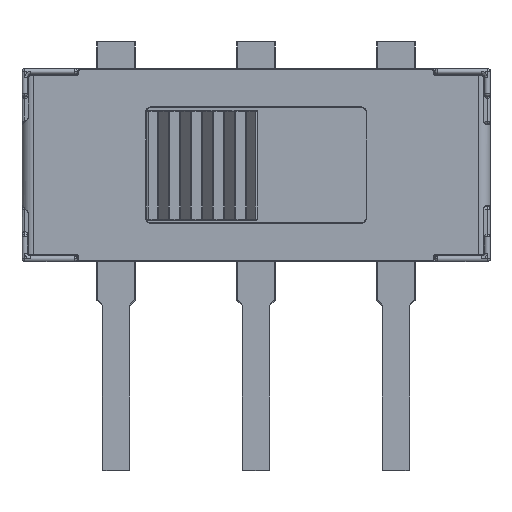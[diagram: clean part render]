
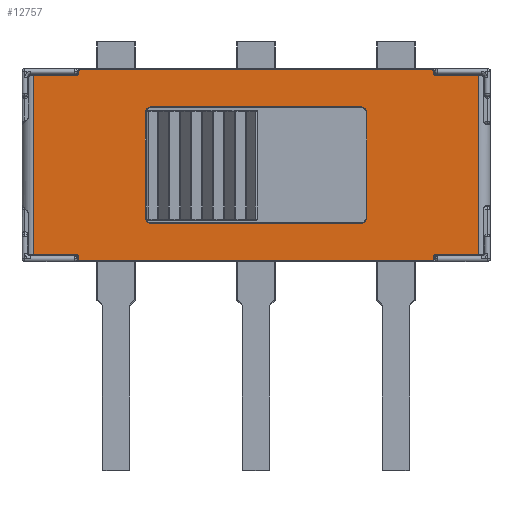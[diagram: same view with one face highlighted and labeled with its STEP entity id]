
A CAD part, front view. The second image highlights one B-rep face of the part: STEP entity #12757.
In plain terms, the highlighted planar face has unit normal (0, -1, 0).
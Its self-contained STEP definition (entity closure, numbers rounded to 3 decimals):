
#17=FACE_BOUND('',#1992,.T.);
#275=PLANE('',#14353);
#1228=FACE_OUTER_BOUND('',#1991,.T.);
#1991=EDGE_LOOP('',(#10621,#10622,#10623,#10624,#10625,#10626,#10627,#10628,
#10629,#10630,#10631,#10632,#10633,#10634,#10635,#10636,#10637,#10638,#10639,
#10640));
#1992=EDGE_LOOP('',(#10641,#10642,#10643,#10644,#10645,#10646,#10647,#10648));
#2804=LINE('',#22195,#3675);
#2806=LINE('',#22205,#3677);
#2807=LINE('',#22214,#3678);
#2809=LINE('',#22226,#3680);
#2811=LINE('',#22238,#3682);
#2823=LINE('',#22498,#3694);
#2825=LINE('',#22510,#3696);
#2827=LINE('',#22521,#3698);
#2829=LINE('',#22530,#3700);
#2830=LINE('',#22538,#3701);
#2872=LINE('',#22747,#3743);
#2874=LINE('',#22759,#3745);
#2876=LINE('',#22771,#3747);
#2877=LINE('',#22779,#3748);
#2886=LINE('',#22800,#3757);
#2887=LINE('',#22801,#3758);
#3675=VECTOR('',#17876,10.);
#3677=VECTOR('',#17890,10.);
#3678=VECTOR('',#17901,10.);
#3680=VECTOR('',#17915,10.);
#3682=VECTOR('',#17929,10.);
#3694=VECTOR('',#18051,10.);
#3696=VECTOR('',#18065,10.);
#3698=VECTOR('',#18079,10.);
#3700=VECTOR('',#18091,10.);
#3701=VECTOR('',#18102,10.);
#3743=VECTOR('',#18260,10.);
#3745=VECTOR('',#18274,10.);
#3747=VECTOR('',#18288,10.);
#3748=VECTOR('',#18299,10.);
#3757=VECTOR('',#18322,10.);
#3758=VECTOR('',#18323,10.);
#4503=CIRCLE('',#14174,0.02);
#4507=CIRCLE('',#14180,0.04);
#4510=CIRCLE('',#14185,0.04);
#4514=CIRCLE('',#14191,0.02);
#4554=CIRCLE('',#14252,0.02);
#4558=CIRCLE('',#14258,0.04);
#4562=CIRCLE('',#14264,0.04);
#4565=CIRCLE('',#14269,0.02);
#4577=CIRCLE('',#14325,0.11);
#4583=CIRCLE('',#14333,0.11);
#4587=CIRCLE('',#14339,0.11);
#4591=CIRCLE('',#14345,0.11);
#5520=VERTEX_POINT('',#22187);
#5522=VERTEX_POINT('',#22193);
#5523=VERTEX_POINT('',#22198);
#5524=VERTEX_POINT('',#22203);
#5525=VERTEX_POINT('',#22207);
#5527=VERTEX_POINT('',#22212);
#5529=VERTEX_POINT('',#22218);
#5531=VERTEX_POINT('',#22224);
#5533=VERTEX_POINT('',#22230);
#5535=VERTEX_POINT('',#22236);
#5565=VERTEX_POINT('',#22490);
#5567=VERTEX_POINT('',#22496);
#5569=VERTEX_POINT('',#22502);
#5571=VERTEX_POINT('',#22508);
#5573=VERTEX_POINT('',#22514);
#5574=VERTEX_POINT('',#22519);
#5575=VERTEX_POINT('',#22524);
#5576=VERTEX_POINT('',#22528);
#5577=VERTEX_POINT('',#22532);
#5578=VERTEX_POINT('',#22536);
#5591=VERTEX_POINT('',#22735);
#5592=VERTEX_POINT('',#22737);
#5594=VERTEX_POINT('',#22743);
#5596=VERTEX_POINT('',#22749);
#5598=VERTEX_POINT('',#22755);
#5600=VERTEX_POINT('',#22761);
#5602=VERTEX_POINT('',#22767);
#5604=VERTEX_POINT('',#22773);
#7175=EDGE_CURVE('',#5522,#5520,#2804,.T.);
#7178=EDGE_CURVE('',#5523,#5522,#4503,.T.);
#7181=EDGE_CURVE('',#5524,#5523,#2806,.T.);
#7183=EDGE_CURVE('',#5525,#5524,#4507,.T.);
#7185=EDGE_CURVE('',#5527,#5525,#2807,.T.);
#7188=EDGE_CURVE('',#5529,#5527,#4510,.T.);
#7191=EDGE_CURVE('',#5531,#5529,#2809,.T.);
#7194=EDGE_CURVE('',#5533,#5531,#4514,.T.);
#7197=EDGE_CURVE('',#5535,#5533,#2811,.T.);
#7253=EDGE_CURVE('',#5567,#5565,#2823,.T.);
#7256=EDGE_CURVE('',#5569,#5567,#4554,.T.);
#7259=EDGE_CURVE('',#5571,#5569,#2825,.T.);
#7262=EDGE_CURVE('',#5573,#5571,#4558,.T.);
#7265=EDGE_CURVE('',#5574,#5573,#2827,.T.);
#7268=EDGE_CURVE('',#5575,#5574,#4562,.T.);
#7270=EDGE_CURVE('',#5576,#5575,#2829,.T.);
#7272=EDGE_CURVE('',#5577,#5576,#4565,.T.);
#7274=EDGE_CURVE('',#5578,#5577,#2830,.T.);
#7332=EDGE_CURVE('',#5591,#5592,#4577,.T.);
#7337=EDGE_CURVE('',#5592,#5594,#2872,.T.);
#7340=EDGE_CURVE('',#5594,#5596,#4583,.T.);
#7343=EDGE_CURVE('',#5596,#5598,#2874,.T.);
#7346=EDGE_CURVE('',#5598,#5600,#4587,.T.);
#7349=EDGE_CURVE('',#5600,#5602,#2876,.T.);
#7352=EDGE_CURVE('',#5602,#5604,#4591,.T.);
#7353=EDGE_CURVE('',#5604,#5591,#2877,.T.);
#7364=EDGE_CURVE('',#5520,#5578,#2886,.T.);
#7365=EDGE_CURVE('',#5565,#5535,#2887,.T.);
#10621=ORIENTED_EDGE('',*,*,#7274,.F.);
#10622=ORIENTED_EDGE('',*,*,#7364,.F.);
#10623=ORIENTED_EDGE('',*,*,#7175,.F.);
#10624=ORIENTED_EDGE('',*,*,#7178,.F.);
#10625=ORIENTED_EDGE('',*,*,#7181,.F.);
#10626=ORIENTED_EDGE('',*,*,#7183,.F.);
#10627=ORIENTED_EDGE('',*,*,#7185,.F.);
#10628=ORIENTED_EDGE('',*,*,#7188,.F.);
#10629=ORIENTED_EDGE('',*,*,#7191,.F.);
#10630=ORIENTED_EDGE('',*,*,#7194,.F.);
#10631=ORIENTED_EDGE('',*,*,#7197,.F.);
#10632=ORIENTED_EDGE('',*,*,#7365,.F.);
#10633=ORIENTED_EDGE('',*,*,#7253,.F.);
#10634=ORIENTED_EDGE('',*,*,#7256,.F.);
#10635=ORIENTED_EDGE('',*,*,#7259,.F.);
#10636=ORIENTED_EDGE('',*,*,#7262,.F.);
#10637=ORIENTED_EDGE('',*,*,#7265,.F.);
#10638=ORIENTED_EDGE('',*,*,#7268,.F.);
#10639=ORIENTED_EDGE('',*,*,#7270,.F.);
#10640=ORIENTED_EDGE('',*,*,#7272,.F.);
#10641=ORIENTED_EDGE('',*,*,#7332,.F.);
#10642=ORIENTED_EDGE('',*,*,#7353,.F.);
#10643=ORIENTED_EDGE('',*,*,#7352,.F.);
#10644=ORIENTED_EDGE('',*,*,#7349,.F.);
#10645=ORIENTED_EDGE('',*,*,#7346,.F.);
#10646=ORIENTED_EDGE('',*,*,#7343,.F.);
#10647=ORIENTED_EDGE('',*,*,#7340,.F.);
#10648=ORIENTED_EDGE('',*,*,#7337,.F.);
#12757=ADVANCED_FACE('',(#1228,#17),#275,.T.);
#14174=AXIS2_PLACEMENT_3D('',#22200,#17882,#17883);
#14180=AXIS2_PLACEMENT_3D('',#22209,#17895,#17896);
#14185=AXIS2_PLACEMENT_3D('',#22220,#17907,#17908);
#14191=AXIS2_PLACEMENT_3D('',#22232,#17921,#17922);
#14252=AXIS2_PLACEMENT_3D('',#22504,#18057,#18058);
#14258=AXIS2_PLACEMENT_3D('',#22516,#18071,#18072);
#14264=AXIS2_PLACEMENT_3D('',#22526,#18085,#18086);
#14269=AXIS2_PLACEMENT_3D('',#22534,#18096,#18097);
#14325=AXIS2_PLACEMENT_3D('',#22738,#18249,#18250);
#14333=AXIS2_PLACEMENT_3D('',#22753,#18267,#18268);
#14339=AXIS2_PLACEMENT_3D('',#22765,#18281,#18282);
#14345=AXIS2_PLACEMENT_3D('',#22777,#18295,#18296);
#14353=AXIS2_PLACEMENT_3D('',#22799,#18320,#18321);
#17876=DIRECTION('',(-1.,0.,0.));
#17882=DIRECTION('center_axis',(0.,-1.,0.));
#17883=DIRECTION('ref_axis',(0.707,0.,0.707));
#17890=DIRECTION('',(0.,0.,1.));
#17895=DIRECTION('center_axis',(0.,1.,0.));
#17896=DIRECTION('ref_axis',(-0.707,0.,-0.707));
#17901=DIRECTION('',(-1.,0.,0.));
#17907=DIRECTION('center_axis',(0.,1.,0.));
#17908=DIRECTION('ref_axis',(0.707,0.,-0.707));
#17915=DIRECTION('',(0.,0.,-1.));
#17921=DIRECTION('center_axis',(0.,-1.,0.));
#17922=DIRECTION('ref_axis',(-0.707,0.,0.707));
#17929=DIRECTION('',(-1.,0.,0.));
#18051=DIRECTION('',(1.,0.,0.));
#18057=DIRECTION('center_axis',(0.,-1.,0.));
#18058=DIRECTION('ref_axis',(-0.707,0.,-0.707));
#18065=DIRECTION('',(0.,0.,-1.));
#18071=DIRECTION('center_axis',(0.,1.,0.));
#18072=DIRECTION('ref_axis',(0.707,0.,0.707));
#18079=DIRECTION('',(1.,0.,0.));
#18085=DIRECTION('center_axis',(0.,1.,0.));
#18086=DIRECTION('ref_axis',(-0.707,0.,0.707));
#18091=DIRECTION('',(0.,0.,1.));
#18096=DIRECTION('center_axis',(0.,-1.,0.));
#18097=DIRECTION('ref_axis',(0.707,0.,-0.707));
#18102=DIRECTION('',(1.,0.,0.));
#18249=DIRECTION('center_axis',(0.,-1.,0.));
#18250=DIRECTION('ref_axis',(0.707,0.,0.707));
#18260=DIRECTION('',(-1.,0.,0.));
#18267=DIRECTION('center_axis',(0.,-1.,0.));
#18268=DIRECTION('ref_axis',(-0.707,0.,0.707));
#18274=DIRECTION('',(0.,0.,-1.));
#18281=DIRECTION('center_axis',(0.,-1.,0.));
#18282=DIRECTION('ref_axis',(-0.707,0.,-0.707));
#18288=DIRECTION('',(1.,0.,0.));
#18295=DIRECTION('center_axis',(0.,-1.,0.));
#18296=DIRECTION('ref_axis',(0.707,0.,-0.707));
#18299=DIRECTION('',(0.,0.,1.));
#18320=DIRECTION('center_axis',(0.,-1.,0.));
#18321=DIRECTION('ref_axis',(0.,0.,-1.));
#18322=DIRECTION('',(0.,0.,1.));
#18323=DIRECTION('',(0.,0.,-1.));
#22187=CARTESIAN_POINT('',(-1.51,-2.85,0.12));
#22193=CARTESIAN_POINT('',(-0.71,-2.85,0.12));
#22195=CARTESIAN_POINT('',(0.245,-2.85,0.12));
#22198=CARTESIAN_POINT('',(-0.69,-2.85,0.1));
#22200=CARTESIAN_POINT('Origin',(-0.71,-2.85,0.1));
#22203=CARTESIAN_POINT('',(-0.69,-2.85,0.06));
#22205=CARTESIAN_POINT('',(-0.69,-2.85,0.93));
#22207=CARTESIAN_POINT('',(-0.65,-2.85,0.02));
#22209=CARTESIAN_POINT('Origin',(-0.65,-2.85,0.06));
#22212=CARTESIAN_POINT('',(5.73,-2.85,0.02));
#22214=CARTESIAN_POINT('',(0.695,-2.85,0.02));
#22218=CARTESIAN_POINT('',(5.77,-2.85,0.06));
#22220=CARTESIAN_POINT('Origin',(5.73,-2.85,0.06));
#22224=CARTESIAN_POINT('',(5.77,-2.85,0.1));
#22226=CARTESIAN_POINT('',(5.77,-2.85,0.88));
#22230=CARTESIAN_POINT('',(5.79,-2.85,0.12));
#22232=CARTESIAN_POINT('Origin',(5.79,-2.85,0.1));
#22236=CARTESIAN_POINT('',(6.59,-2.85,0.12));
#22238=CARTESIAN_POINT('',(3.935,-2.85,0.12));
#22490=CARTESIAN_POINT('',(6.59,-2.85,3.38));
#22496=CARTESIAN_POINT('',(5.79,-2.85,3.38));
#22498=CARTESIAN_POINT('',(4.385,-2.85,3.38));
#22502=CARTESIAN_POINT('',(5.77,-2.85,3.4));
#22504=CARTESIAN_POINT('Origin',(5.79,-2.85,3.4));
#22508=CARTESIAN_POINT('',(5.77,-2.85,3.44));
#22510=CARTESIAN_POINT('',(5.77,-2.85,2.57));
#22514=CARTESIAN_POINT('',(5.73,-2.85,3.48));
#22516=CARTESIAN_POINT('Origin',(5.73,-2.85,3.44));
#22519=CARTESIAN_POINT('',(-0.65,-2.85,3.48));
#22521=CARTESIAN_POINT('',(3.935,-2.85,3.48));
#22524=CARTESIAN_POINT('',(-0.69,-2.85,3.44));
#22526=CARTESIAN_POINT('Origin',(-0.65,-2.85,3.44));
#22528=CARTESIAN_POINT('',(-0.69,-2.85,3.4));
#22530=CARTESIAN_POINT('',(-0.69,-2.85,2.62));
#22532=CARTESIAN_POINT('',(-0.71,-2.85,3.38));
#22534=CARTESIAN_POINT('Origin',(-0.71,-2.85,3.4));
#22536=CARTESIAN_POINT('',(-1.51,-2.85,3.38));
#22538=CARTESIAN_POINT('',(0.695,-2.85,3.38));
#22735=CARTESIAN_POINT('',(4.55,-2.85,2.7));
#22737=CARTESIAN_POINT('',(4.44,-2.85,2.81));
#22738=CARTESIAN_POINT('Origin',(4.44,-2.85,2.7));
#22743=CARTESIAN_POINT('',(0.64,-2.85,2.81));
#22747=CARTESIAN_POINT('',(1.315,-2.85,2.81));
#22749=CARTESIAN_POINT('',(0.53,-2.85,2.7));
#22753=CARTESIAN_POINT('Origin',(0.64,-2.85,2.7));
#22755=CARTESIAN_POINT('',(0.53,-2.85,0.8));
#22759=CARTESIAN_POINT('',(0.53,-2.85,1.225));
#22761=CARTESIAN_POINT('',(0.64,-2.85,0.69));
#22765=CARTESIAN_POINT('Origin',(0.64,-2.85,0.8));
#22767=CARTESIAN_POINT('',(4.44,-2.85,0.69));
#22771=CARTESIAN_POINT('',(3.315,-2.85,0.69));
#22773=CARTESIAN_POINT('',(4.55,-2.85,0.8));
#22777=CARTESIAN_POINT('Origin',(4.44,-2.85,0.8));
#22779=CARTESIAN_POINT('',(4.55,-2.85,2.275));
#22799=CARTESIAN_POINT('Origin',(2.09,-2.85,1.75));
#22800=CARTESIAN_POINT('',(-1.51,-2.85,1.75));
#22801=CARTESIAN_POINT('',(6.59,-2.85,1.75));
